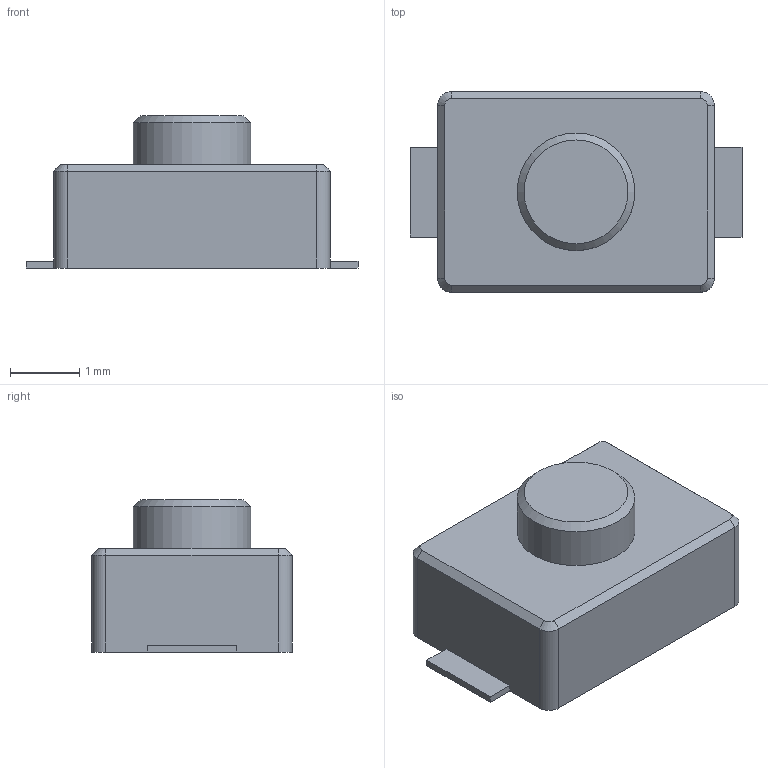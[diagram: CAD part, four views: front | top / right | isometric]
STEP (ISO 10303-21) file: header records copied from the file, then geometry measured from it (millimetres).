
FILE_DESCRIPTION(/* description */ ('STEP AP242','CAx-IF Rec.Pracs.---Representation and Presentation of Product Manufacturing Information (PMI)---4.0---2014-10-13','CAx-IF Rec.Pracs.---3D Tessellated Geometry---0.4---2014-09-14','2;1'),/* implementation_level */ '2;1');
FILE_NAME(/* name */ '641930b326aa726671525a85',/* time_stamp */ '2023-03-21T04:21:07+00:00',/* author */ (''),/* organization */ (''),/* preprocessor_version */ 'ST-DEVELOPER v18.102',/* originating_system */ ' ',/* authorisation */ ' ');
FILE_SCHEMA (('AP242_MANAGED_MODEL_BASED_3D_ENGINEERING_MIM_LF { 1 0 10303 442 1 1 4 }'));
Length unit declared in the file: metre
Products named in the file (4): Part 3; Part 4; Part 2; Part 1
Bounding box: 4.8 x 2.9 x 2.2 mm (x, y, z)
Volume: 18.9 mm3; surface area: 53.2 mm2
Topology: 4 solids, 4 shells, 34 faces, 69 edges, 43 vertices
Faces by surface type: plane 24, cylinder 5, cone 5
Full cylindrical faces by diameter (mm): 1.7 x1
Entity records: 965 total; most frequent: DIRECTION 158, CARTESIAN_POINT 148, ORIENTED_EDGE 134, EDGE_CURVE 67, AXIS2_PLACEMENT_3D 53, LINE 52, VECTOR 52, VERTEX_POINT 43
